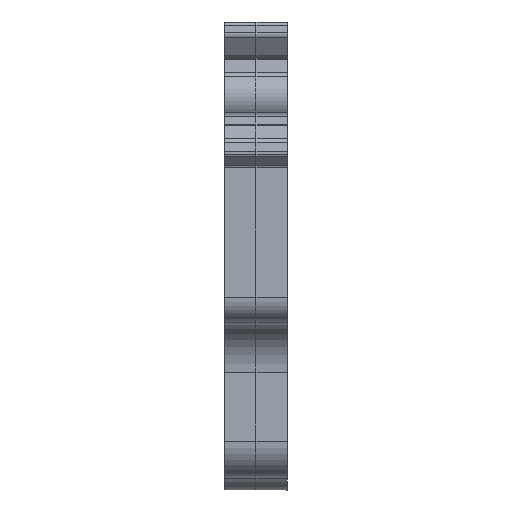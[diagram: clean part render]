
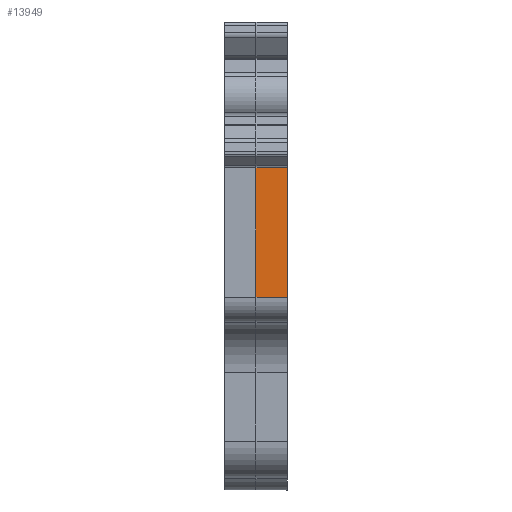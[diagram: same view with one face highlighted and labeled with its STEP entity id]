
A CAD part, left-side view. The second image highlights one B-rep face of the part: STEP entity #13949.
In plain terms, the highlighted face is planar.
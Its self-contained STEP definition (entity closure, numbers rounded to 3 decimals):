
#129 = EDGE_CURVE ( 'NONE', #13035, #5335, #2003, .T. ) ;
#207 = DIRECTION ( 'NONE',  ( 0., 1., 0. ) ) ;
#209 = CARTESIAN_POINT ( 'NONE',  ( -68.004, 19.823, 18.197 ) ) ;
#1723 = DIRECTION ( 'NONE',  ( 1., 0., 0. ) ) ;
#2003 = LINE ( 'NONE', #16162, #4055 ) ;
#2394 = DIRECTION ( 'NONE',  ( 0., 0., 1. ) ) ;
#2694 = VECTOR ( 'NONE', #1723, 1000. ) ;
#3273 = ORIENTED_EDGE ( 'NONE', *, *, #4488, .F. ) ;
#3507 = EDGE_CURVE ( 'NONE', #8358, #8240, #10684, .T. ) ;
#3816 = CARTESIAN_POINT ( 'NONE',  ( 2.5, 19.823, 18.197 ) ) ;
#3944 = EDGE_CURVE ( 'NONE', #13035, #8358, #11372, .T. ) ;
#3980 = DIRECTION ( 'NONE',  ( 0., 0., 1. ) ) ;
#4055 = VECTOR ( 'NONE', #8617, 1000. ) ;
#4488 = EDGE_CURVE ( 'NONE', #5335, #8240, #7194, .T. ) ;
#4993 = PLANE ( 'NONE',  #13630 ) ;
#5317 = CARTESIAN_POINT ( 'NONE',  ( 0.05, 19.823, 18.944 ) ) ;
#5335 = VERTEX_POINT ( 'NONE', #14683 ) ;
#5404 = ORIENTED_EDGE ( 'NONE', *, *, #129, .F. ) ;
#6636 = EDGE_LOOP ( 'NONE', ( #3273, #5404, #12382, #14150 ) ) ;
#7194 = LINE ( 'NONE', #9859, #12778 ) ;
#7755 = FACE_OUTER_BOUND ( 'NONE', #6636, .T. ) ;
#8240 = VERTEX_POINT ( 'NONE', #3816 ) ;
#8358 = VERTEX_POINT ( 'NONE', #15700 ) ;
#8617 = DIRECTION ( 'NONE',  ( 1., 0., 0. ) ) ;
#8781 = DIRECTION ( 'NONE',  ( 0., 0., 1. ) ) ;
#9859 = CARTESIAN_POINT ( 'NONE',  ( 2.5, 19.823, 18.944 ) ) ;
#10684 = LINE ( 'NONE', #209, #2694 ) ;
#11372 = LINE ( 'NONE', #15059, #12868 ) ;
#11439 = CARTESIAN_POINT ( 'NONE',  ( 0., 19.823, 7.843 ) ) ;
#12382 = ORIENTED_EDGE ( 'NONE', *, *, #3944, .T. ) ;
#12778 = VECTOR ( 'NONE', #2394, 1000. ) ;
#12868 = VECTOR ( 'NONE', #8781, 1000. ) ;
#13035 = VERTEX_POINT ( 'NONE', #11439 ) ;
#13630 = AXIS2_PLACEMENT_3D ( 'NONE', #5317, #207, #3980 ) ;
#13949 = ADVANCED_FACE ( 'NONE', ( #7755 ), #4993, .T. ) ;
#14150 = ORIENTED_EDGE ( 'NONE', *, *, #3507, .T. ) ;
#14683 = CARTESIAN_POINT ( 'NONE',  ( 2.5, 19.823, 7.843 ) ) ;
#15059 = CARTESIAN_POINT ( 'NONE',  ( 0., 19.823, 7.843 ) ) ;
#15700 = CARTESIAN_POINT ( 'NONE',  ( 0., 19.823, 18.197 ) ) ;
#16162 = CARTESIAN_POINT ( 'NONE',  ( 0.05, 19.823, 7.843 ) ) ;
